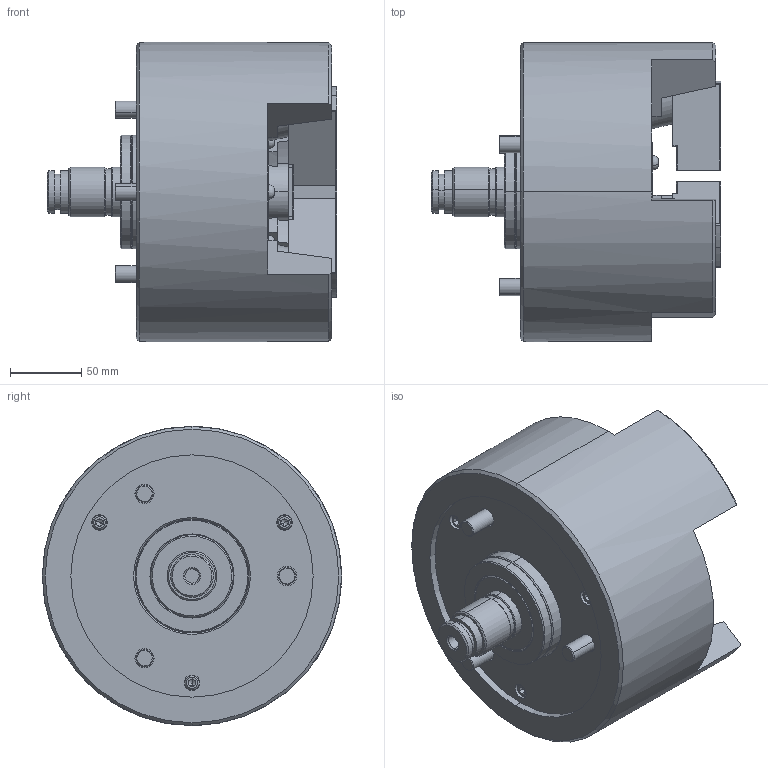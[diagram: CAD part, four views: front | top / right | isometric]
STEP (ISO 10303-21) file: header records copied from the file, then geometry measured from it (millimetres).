
FILE_DESCRIPTION (( 'STEP AP203' ), '1' );
FILE_NAME ('3U-208K 外觀參考.STEP', '2017-08-30T05:09:12', ( 'temp' ), ( '' ), 'SwSTEP 2.0', 'SolidWorks 2016', '' );
FILE_SCHEMA (( 'CONFIG_CONTROL_DESIGN' ));
Length unit declared in the file: millimetre
Products named in the file (13): M12x90; 3U-208K-01000; 3U-208壓環; 3U-208 本體; 3U-208軟爪; 3U-208 主爪; M12x30; M6x14; 3U-208 中仁; 3U-208K 外觀參考; 3U-208防塵蓋; 3U-208 法蘭蓋; M6x10半圓頭
Assembly tree (24 placements, depth 2):
  3U-208K 外觀參考
    3U-208 本體
    3U-208 主爪  x3
    3U-208 中仁
    3U-208 法蘭蓋
    3U-208壓環
    3U-208軟爪  x3
    M12x30  x3
    3U-208防塵蓋
    M6x10半圓頭  x3
    M12x90  x3
    M6x14  x3
    3U-208K-01000
Bounding box: 203 x 210 x 210 mm (x, y, z)
Volume: 3282273.8 mm3; surface area: 435735.4 mm2
Topology: 24 solids, 24 shells, 745 faces, 1722 edges, 1043 vertices
Faces by surface type: plane 348, cylinder 227, cone 151, torus 13, bspline 6
Entity records: 14604 total; most frequent: CARTESIAN_POINT 2585, DIRECTION 2322, ORIENTED_EDGE 2032, EDGE_CURVE 1016, AXIS2_PLACEMENT_3D 940, VERTEX_POINT 639, EDGE_LOOP 523, CIRCLE 474
